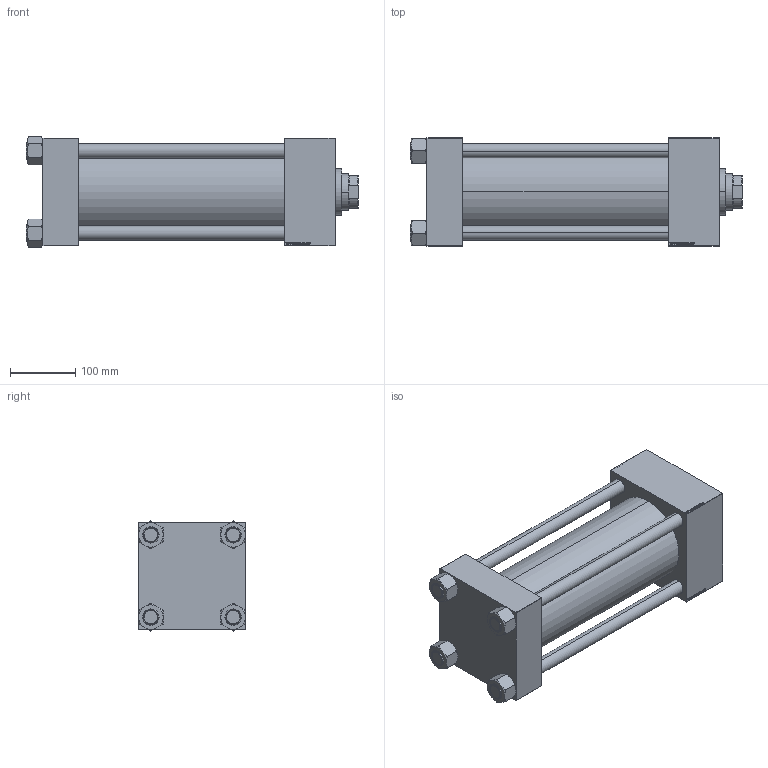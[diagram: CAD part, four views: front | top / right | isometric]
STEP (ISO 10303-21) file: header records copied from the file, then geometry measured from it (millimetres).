
FILE_DESCRIPTION (( 'STEP AP203' ), '1' );
FILE_NAME ('fb5e.STEP', '2022-04-16T09:25:54', ( '' ), ( '' ), 'SwSTEP 2.0', 'SolidWorks 2019', '' );
FILE_SCHEMA (( 'CONFIG_CONTROL_DESIGN' ));
Length unit declared in the file: millimetre
Products named in the file (6): NUT_M5_C 83b6040629307dcdb0911528a584ca7e; fb5e; V215CR_C_TYCINKA 83b6040629307dcdb0911528a584ca7e; V215CR_VCP_C 83b6040629307dcdb0911528a584ca7e; V215CR_C_Body 83b6040629307dcdb0911528a584ca7e; V215_VC_A 83b6040629307dcdb0911528a584ca7e
Assembly tree (11 placements, depth 2):
  fb5e
    V215CR_C_Body 83b6040629307dcdb0911528a584ca7e
    V215CR_VCP_C 83b6040629307dcdb0911528a584ca7e
    NUT_M5_C 83b6040629307dcdb0911528a584ca7e  x4
    V215CR_C_TYCINKA 83b6040629307dcdb0911528a584ca7e  x4
    V215_VC_A 83b6040629307dcdb0911528a584ca7e
Bounding box: 508 x 165 x 169.14 mm (x, y, z)
Volume: 5687498.5 mm3; surface area: 792887.3 mm2
Topology: 11 solids, 11 shells, 1203 faces, 3044 edges, 1983 vertices
Faces by surface type: plane 576, bspline 392, cone 136, cylinder 91, torus 8
Entity records: 50922 total; most frequent: CARTESIAN_POINT 27297, ORIENTED_EDGE 5352, DIRECTION 3410, EDGE_CURVE 2676, VERTEX_POINT 1761, VECTOR 1618, LINE 1618, EDGE_LOOP 1179
